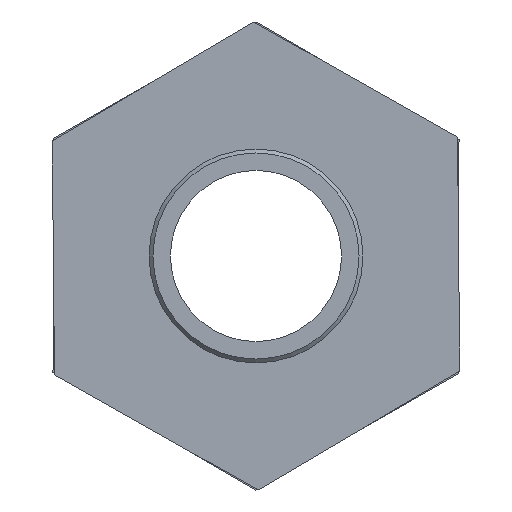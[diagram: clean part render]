
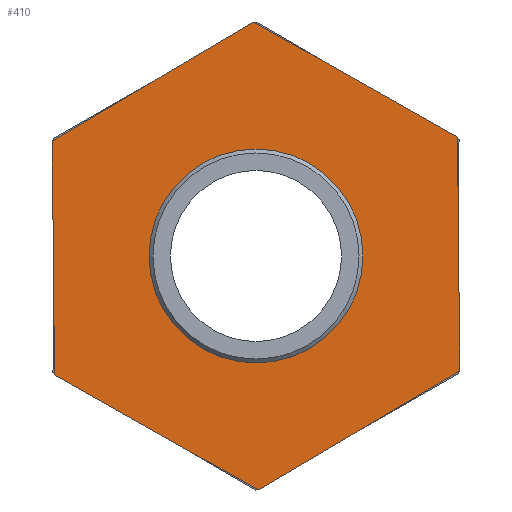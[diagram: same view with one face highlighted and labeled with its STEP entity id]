
A CAD part, left-side view. The second image highlights one B-rep face of the part: STEP entity #410.
In plain terms, the highlighted planar face has unit normal (-1, 0, 0).
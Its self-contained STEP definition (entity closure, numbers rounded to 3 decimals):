
#33=FACE_BOUND('',#113,.T.);
#37=CIRCLE('',#431,16.625);
#73=FACE_OUTER_BOUND('',#112,.T.);
#112=EDGE_LOOP('',(#359,#360,#361,#362,#363,#364));
#113=EDGE_LOOP('',(#365));
#114=LINE('',#569,#150);
#118=LINE('',#577,#154);
#121=LINE('',#583,#157);
#124=LINE('',#590,#160);
#128=LINE('',#597,#164);
#130=LINE('',#600,#166);
#150=VECTOR('',#455,36.373);
#154=VECTOR('',#461,36.373);
#157=VECTOR('',#466,36.373);
#160=VECTOR('',#471,36.373);
#164=VECTOR('',#477,36.373);
#166=VECTOR('',#481,36.373);
#186=VERTEX_POINT('',#567);
#187=VERTEX_POINT('',#568);
#190=VERTEX_POINT('',#576);
#192=VERTEX_POINT('',#582);
#194=VERTEX_POINT('',#588);
#195=VERTEX_POINT('',#589);
#213=VERTEX_POINT('',#647);
#222=EDGE_CURVE('',#186,#187,#114,.T.);
#226=EDGE_CURVE('',#187,#190,#118,.T.);
#229=EDGE_CURVE('',#190,#192,#121,.T.);
#232=EDGE_CURVE('',#194,#195,#124,.T.);
#236=EDGE_CURVE('',#195,#186,#128,.T.);
#238=EDGE_CURVE('',#192,#194,#130,.T.);
#261=EDGE_CURVE('',#213,#213,#37,.T.);
#359=ORIENTED_EDGE('',*,*,#232,.F.);
#360=ORIENTED_EDGE('',*,*,#238,.F.);
#361=ORIENTED_EDGE('',*,*,#229,.F.);
#362=ORIENTED_EDGE('',*,*,#226,.F.);
#363=ORIENTED_EDGE('',*,*,#222,.F.);
#364=ORIENTED_EDGE('',*,*,#236,.F.);
#365=ORIENTED_EDGE('',*,*,#261,.T.);
#384=PLANE('',#450);
#410=ADVANCED_FACE('',(#73,#33),#384,.T.);
#431=AXIS2_PLACEMENT_3D('',#648,#525,#526);
#450=AXIS2_PLACEMENT_3D('',#675,#563,#564);
#455=DIRECTION('',(0.,-0.009,-1.));
#461=DIRECTION('',(0.,0.861,-0.508));
#466=DIRECTION('',(0.,0.871,0.492));
#471=DIRECTION('',(0.,-0.861,0.508));
#477=DIRECTION('',(0.,-0.871,-0.492));
#481=DIRECTION('',(0.,0.009,1.));
#525=DIRECTION('center_axis',(1.,0.,0.));
#526=DIRECTION('ref_axis',(0.,0.,-1.));
#563=DIRECTION('center_axis',(-1.,0.,0.));
#564=DIRECTION('ref_axis',(0.,0.,1.));
#567=CARTESIAN_POINT('',(-11.5,-31.328,18.481));
#568=CARTESIAN_POINT('',(-11.5,-31.669,-17.891));
#569=CARTESIAN_POINT('',(-11.5,-31.584,-8.798));
#576=CARTESIAN_POINT('',(-11.5,-0.34,-36.371));
#577=CARTESIAN_POINT('',(-11.5,-8.173,-31.751));
#582=CARTESIAN_POINT('',(-11.5,31.328,-18.481));
#583=CARTESIAN_POINT('',(-11.5,23.411,-22.953));
#588=CARTESIAN_POINT('',(-11.5,31.669,17.891));
#589=CARTESIAN_POINT('',(-11.5,0.34,36.371));
#590=CARTESIAN_POINT('',(-11.5,8.173,31.751));
#597=CARTESIAN_POINT('',(-11.5,-23.411,22.953));
#600=CARTESIAN_POINT('',(-11.5,31.499,-0.295));
#647=CARTESIAN_POINT('',(-11.5,16.625,0.));
#648=CARTESIAN_POINT('Origin',(-11.5,0.,0.));
#675=CARTESIAN_POINT('Origin',(-11.5,31.5,0.));
